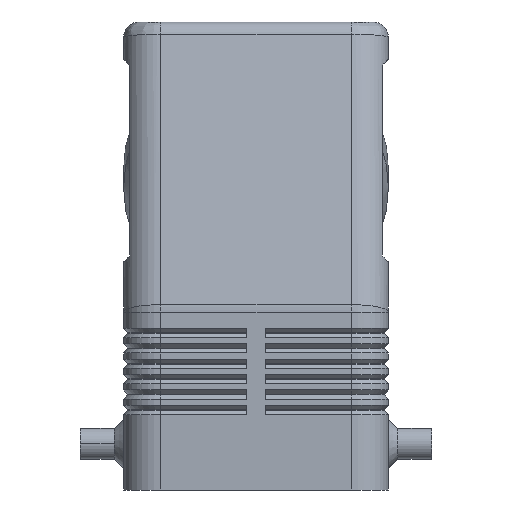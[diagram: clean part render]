
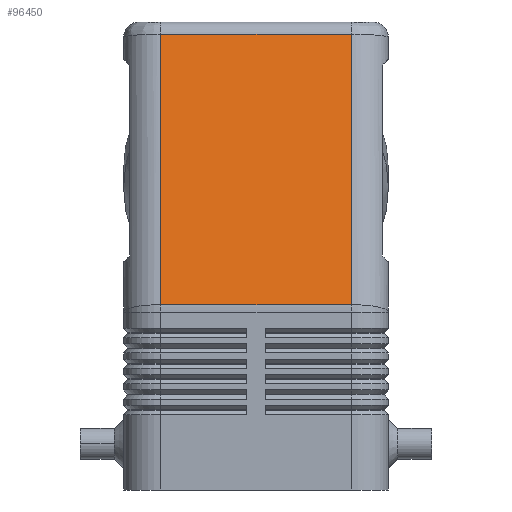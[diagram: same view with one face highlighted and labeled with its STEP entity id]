
A CAD part, left-side view. The second image highlights one B-rep face of the part: STEP entity #96450.
In plain terms, the highlighted planar face has unit normal (-0.98, 0, 0.2).
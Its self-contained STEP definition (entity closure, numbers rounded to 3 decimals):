
#2020=CARTESIAN_POINT('',(-59.879,15.5,30.094));
#2030=DIRECTION('',(0.2,0.,0.98));
#2040=VECTOR('',#2030,44.813);
#2050=LINE('',#2020,#2040);
#2060=CARTESIAN_POINT('',(-59.879,15.5,30.094));
#2070=VERTEX_POINT('',#2060);
#2080=CARTESIAN_POINT('',(-50.909,15.5,74.));
#2090=VERTEX_POINT('',#2080);
#2100=EDGE_CURVE('',#2070,#2090,#2050,.T.);
#2830=CARTESIAN_POINT('',(-50.909,15.5,74.));
#2840=DIRECTION('',(0.,-1.,0.));
#2850=VECTOR('',#2840,31.);
#2860=LINE('',#2830,#2850);
#2870=CARTESIAN_POINT('',(-50.909,-15.5,74.));
#2880=VERTEX_POINT('',#2870);
#2890=EDGE_CURVE('',#2090,#2880,#2860,.T.);
#3470=CARTESIAN_POINT('',(-59.879,-15.5,30.094));
#3480=DIRECTION('',(0.,1.,0.));
#3490=VECTOR('',#3480,31.);
#3500=LINE('',#3470,#3490);
#3510=CARTESIAN_POINT('',(-59.879,-15.5,30.094));
#3520=VERTEX_POINT('',#3510);
#3530=EDGE_CURVE('',#3520,#2070,#3500,.T.);
#5630=CARTESIAN_POINT('',(-50.909,-15.5,74.));
#5640=DIRECTION('',(-0.2,0.,-0.98));
#5650=VECTOR('',#5640,44.813);
#5660=LINE('',#5630,#5650);
#5670=EDGE_CURVE('',#2880,#3520,#5660,.T.);
#96340=CARTESIAN_POINT('',(-50.5,0.,76.));
#96350=DIRECTION('',(-0.98,0.,0.2));
#96360=DIRECTION('',(0.2,0.,0.98));
#96370=AXIS2_PLACEMENT_3D('',#96340,#96350,#96360);
#96380=PLANE('',#96370);
#96390=ORIENTED_EDGE('',*,*,#3530,.F.);
#96400=ORIENTED_EDGE('',*,*,#2100,.F.);
#96410=ORIENTED_EDGE('',*,*,#2890,.F.);
#96420=ORIENTED_EDGE('',*,*,#5670,.F.);
#96430=EDGE_LOOP('',(#96420,#96410,#96400,#96390));
#96440=FACE_OUTER_BOUND('',#96430,.T.);
#96450=ADVANCED_FACE('',(#96440),#96380,.T.);
